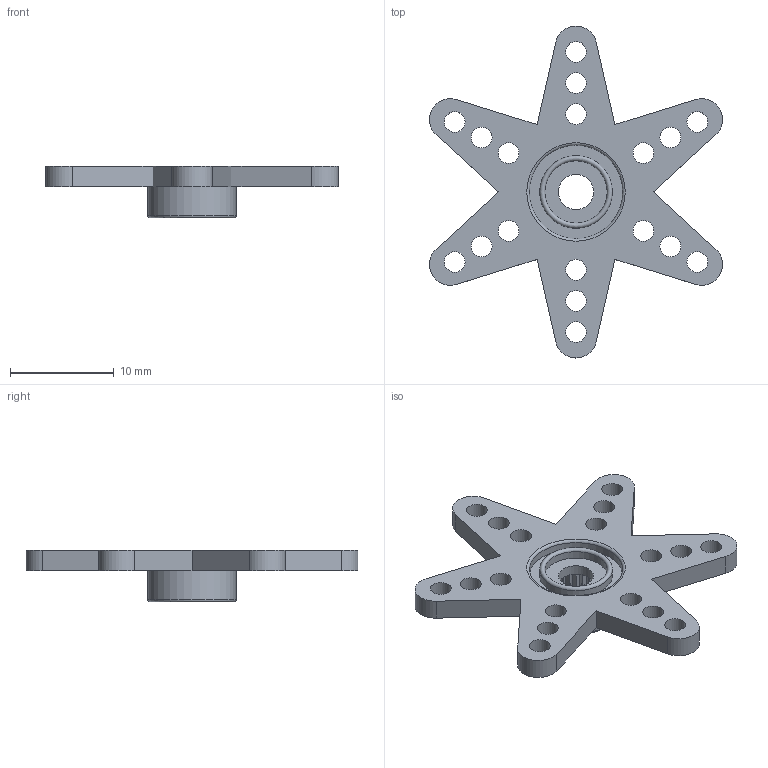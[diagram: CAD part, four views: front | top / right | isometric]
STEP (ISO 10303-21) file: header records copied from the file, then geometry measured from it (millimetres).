
FILE_DESCRIPTION(/* description */ ('STEP AP203'),/* implementation_level */ '2;1');
FILE_NAME(/* name */ 'Servo_MG995_Star_horn v1.step',/* time_stamp */ '2025-07-14T22:57:45-05:00',/* author */ (''),/* organization */ (''),/* preprocessor_version */ 'ST-DEVELOPER v20.1',/* originating_system */ 'Autodesk Translation Framework v14.10.0.0',/* authorisation */ '');
FILE_SCHEMA (('AUTOMOTIVE_DESIGN { 1 0 10303 214 3 1 1 }'));
Length unit declared in the file: millimetre
Products named in the file (1): Servo_MG995_Star_horn
Bounding box: 28.25 x 32 x 5 mm (x, y, z)
Volume: 807.4 mm3; surface area: 1479.9 mm2
Topology: 1 solids, 1 shells, 122 faces, 345 edges, 229 vertices
Faces by surface type: plane 66, cylinder 53, torus 3
Full cylindrical faces by diameter (mm): 2 x18, 3.4 x1, 6 x1, 7 x1, 8.5 x1, 9 x1
Entity records: 4086 total; most frequent: DIRECTION 703, CARTESIAN_POINT 697, ORIENTED_EDGE 690, EDGE_CURVE 345, AXIS2_PLACEMENT_3D 235, LINE 233, VECTOR 233, VERTEX_POINT 229
